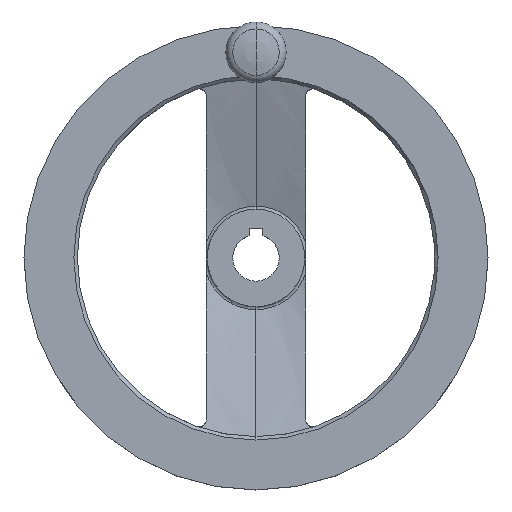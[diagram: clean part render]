
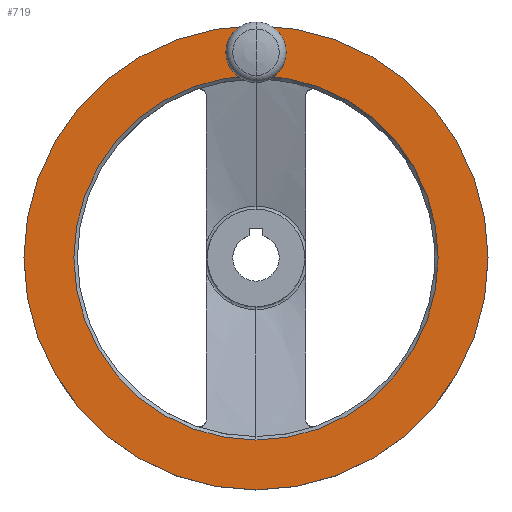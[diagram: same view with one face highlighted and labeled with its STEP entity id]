
A CAD part, top view. The second image highlights one B-rep face of the part: STEP entity #719.
In plain terms, the highlighted planar face has unit normal (0, 0, 1).
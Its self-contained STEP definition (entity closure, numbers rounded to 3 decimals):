
#353=VERTEX_POINT('',#893);
#369=EDGE_CURVE('',#791,#479,#911,.T.);
#373=EDGE_CURVE('',#787,#353,#916,.T.);
#445=EDGE_CURVE('',#479,#791,#997,.T.);
#479=VERTEX_POINT('',#1038);
#541=EDGE_CURVE('',#743,#575,#1105,.T.);
#575=VERTEX_POINT('',#1143);
#651=EDGE_CURVE('',#575,#743,#1229,.T.);
#719=ADVANCED_FACE('',(#1302,#1303,#1304),#1305,.T.);
#733=EDGE_CURVE('',#353,#787,#1320,.T.);
#743=VERTEX_POINT('',#1331);
#787=VERTEX_POINT('',#1381);
#791=VERTEX_POINT('',#1385);
#893=CARTESIAN_POINT('',(0.,100.,45.0));
#911=CIRCLE('',#1548,78.5);
#916=CIRCLE('',#1554,100.);
#997=CIRCLE('',#1678,78.5);
#1038=CARTESIAN_POINT('',(0.,-78.5,45.0));
#1105=CIRCLE('',#1853,6.5);
#1143=CARTESIAN_POINT('',(0.,95.,45.0));
#1229=CIRCLE('',#2095,6.5);
#1302=FACE_BOUND('',#2273,.T.);
#1303=FACE_BOUND('',#2274,.T.);
#1304=FACE_OUTER_BOUND('',#2275,.T.);
#1305=PLANE('',#2276);
#1320=CIRCLE('',#2294,100.);
#1331=CARTESIAN_POINT('',(0.,82.,45.));
#1381=CARTESIAN_POINT('',(0.,-100.0,45.0));
#1385=CARTESIAN_POINT('',(0.,78.5,45.0));
#1548=AXIS2_PLACEMENT_3D('',#2512,#2513,#2514);
#1554=AXIS2_PLACEMENT_3D('',#2523,#2524,#2525);
#1678=AXIS2_PLACEMENT_3D('',#2632,#2633,#2634);
#1853=AXIS2_PLACEMENT_3D('',#2794,#2795,#2796);
#2095=AXIS2_PLACEMENT_3D('',#2960,#2961,#2962);
#2273=EDGE_LOOP('',(#3040,#3041));
#2274=EDGE_LOOP('',(#3042,#3043));
#2275=EDGE_LOOP('',(#3044,#3045));
#2276=AXIS2_PLACEMENT_3D('',#3046,#3047,#3048);
#2294=AXIS2_PLACEMENT_3D('',#3064,#3065,#3066);
#2512=CARTESIAN_POINT('',(0.,0.,45.0));
#2513=DIRECTION('',(0.,0.,1.0));
#2514=DIRECTION('',(0.,1.0,0.));
#2523=CARTESIAN_POINT('',(0.,0.,45.0));
#2524=DIRECTION('',(0.,0.,1.0));
#2525=DIRECTION('',(0.,1.0,0.));
#2632=CARTESIAN_POINT('',(0.,0.,45.0));
#2633=DIRECTION('',(0.,0.,1.0));
#2634=DIRECTION('',(0.,1.0,0.));
#2794=CARTESIAN_POINT('',(0.,88.5,45.0));
#2795=DIRECTION('',(0.,0.,-1.0));
#2796=DIRECTION('',(0.,-1.0,0.));
#2960=CARTESIAN_POINT('',(0.,88.5,45.0));
#2961=DIRECTION('',(0.,0.,-1.0));
#2962=DIRECTION('',(0.,-1.0,0.));
#3040=ORIENTED_EDGE('',*,*,#541,.T.);
#3041=ORIENTED_EDGE('',*,*,#651,.T.);
#3042=ORIENTED_EDGE('',*,*,#369,.F.);
#3043=ORIENTED_EDGE('',*,*,#445,.F.);
#3044=ORIENTED_EDGE('',*,*,#733,.T.);
#3045=ORIENTED_EDGE('',*,*,#373,.T.);
#3046=CARTESIAN_POINT('',(0.,89.25,45.0));
#3047=DIRECTION('',(0.,0.,1.0));
#3048=DIRECTION('',(0.,1.0,0.0));
#3064=CARTESIAN_POINT('',(0.,0.,45.0));
#3065=DIRECTION('',(0.,0.,1.0));
#3066=DIRECTION('',(0.,1.0,0.));
